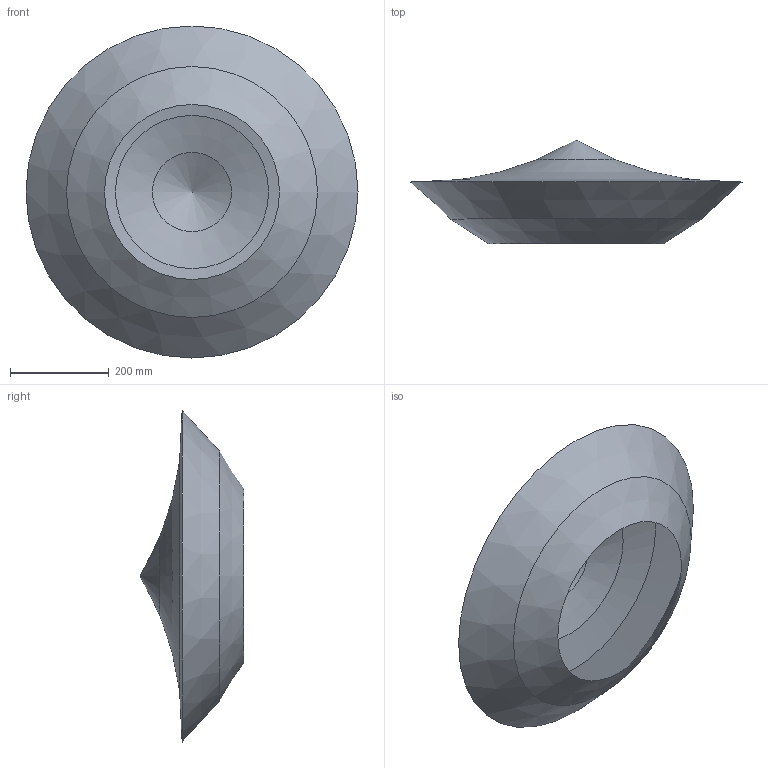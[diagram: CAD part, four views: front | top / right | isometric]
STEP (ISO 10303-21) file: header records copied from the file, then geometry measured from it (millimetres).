
FILE_DESCRIPTION(/* description */ (''),/* implementation_level */ '2;1');
FILE_NAME(/* name */ 'Arbeitsraum - DLE-DR-0050-0100.stp',/* time_stamp */ '2019-04-16T10:53:14+02:00',/* author */ ('fkoeching'),/* organization */ (''),/* preprocessor_version */ 'ST-DEVELOPER v17',/* originating_system */ 'Autodesk Inventor 2018',/* authorisation */ '');
FILE_SCHEMA (('AUTOMOTIVE_DESIGN { 1 0 10303 214 3 1 1 }'));
Length unit declared in the file: millimetre
Products named in the file (1): Arbeitsraum - DLE-DR-0050-0100
Bounding box: 672 x 210 x 672 mm (x, y, z)
Volume: 34531692.7 mm3; surface area: 796668.4 mm2
Topology: 1 solids, 1 shells, 7 faces, 21 edges, 14 vertices
Faces by surface type: cone 7
Entity records: 276 total; most frequent: DIRECTION 47, CARTESIAN_POINT 41, ORIENTED_EDGE 38, AXIS2_PLACEMENT_3D 20, EDGE_CURVE 19, VERTEX_POINT 14, CIRCLE 12, FACE_OUTER_BOUND 7
